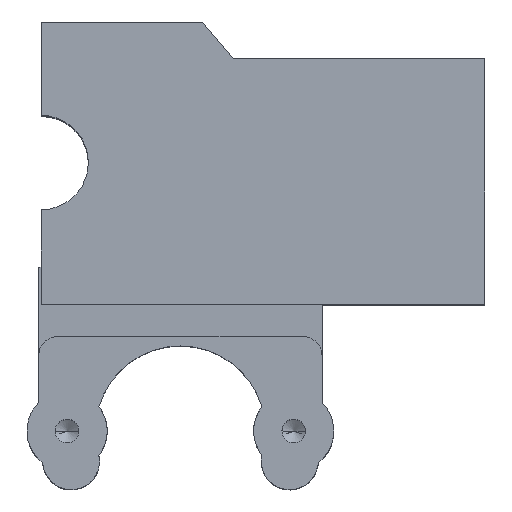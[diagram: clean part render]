
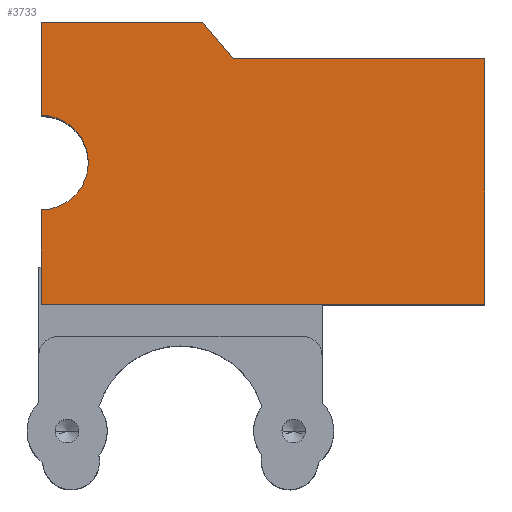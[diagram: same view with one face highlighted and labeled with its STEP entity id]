
A CAD part, top view. The second image highlights one B-rep face of the part: STEP entity #3733.
In plain terms, the highlighted face is planar.
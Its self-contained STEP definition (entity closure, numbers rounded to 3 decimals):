
#150 = VECTOR ( 'NONE', #2779, 1000. ) ;
#175 = EDGE_CURVE ( 'NONE', #2725, #1002, #2850, .T. ) ;
#201 = CARTESIAN_POINT ( 'NONE',  ( 65.5, 11., 17. ) ) ;
#329 = LINE ( 'NONE', #3383, #3728 ) ;
#332 = DIRECTION ( 'NONE',  ( 1., 0., 0. ) ) ;
#343 = ORIENTED_EDGE ( 'NONE', *, *, #1088, .T. ) ;
#404 = PLANE ( 'NONE',  #2195 ) ;
#417 = CARTESIAN_POINT ( 'NONE',  ( 65.5, 5., 17. ) ) ;
#467 = LINE ( 'NONE', #811, #3498 ) ;
#499 = CARTESIAN_POINT ( 'NONE',  ( 65.5, -15., -30. ) ) ;
#502 = ORIENTED_EDGE ( 'NONE', *, *, #1403, .T. ) ;
#530 = VERTEX_POINT ( 'NONE', #3863 ) ;
#550 = ORIENTED_EDGE ( 'NONE', *, *, #3332, .F. ) ;
#563 = CIRCLE ( 'NONE', #765, 5. ) ;
#569 = EDGE_CURVE ( 'NONE', #2742, #2908, #2559, .T. ) ;
#765 = AXIS2_PLACEMENT_3D ( 'NONE', #1893, #332, #2944 ) ;
#790 = VECTOR ( 'NONE', #4601, 1000. ) ;
#811 = CARTESIAN_POINT ( 'NONE',  ( 65.5, 11., -30. ) ) ;
#957 = DIRECTION ( 'NONE',  ( 0., -1., 0. ) ) ;
#987 = EDGE_CURVE ( 'NONE', #3505, #2708, #4660, .T. ) ;
#1002 = VERTEX_POINT ( 'NONE', #417 ) ;
#1021 = EDGE_LOOP ( 'NONE', ( #4656, #502, #2033, #3261, #3541, #1948, #550, #343, #2519 ) ) ;
#1088 = EDGE_CURVE ( 'NONE', #1210, #3505, #467, .T. ) ;
#1126 = DIRECTION ( 'NONE',  ( 1., 0., 0. ) ) ;
#1210 = VERTEX_POINT ( 'NONE', #499 ) ;
#1248 = CARTESIAN_POINT ( 'NONE',  ( 65.5, 0., 12. ) ) ;
#1403 = EDGE_CURVE ( 'NONE', #2111, #530, #1448, .T. ) ;
#1448 = LINE ( 'NONE', #2838, #3199 ) ;
#1636 = AXIS2_PLACEMENT_3D ( 'NONE', #3273, #4029, #4404 ) ;
#1893 = CARTESIAN_POINT ( 'NONE',  ( 65.5, 0., 17. ) ) ;
#1948 = ORIENTED_EDGE ( 'NONE', *, *, #569, .T. ) ;
#1964 = CARTESIAN_POINT ( 'NONE',  ( 65.5, 11., -3.356 ) ) ;
#2033 = ORIENTED_EDGE ( 'NONE', *, *, #2335, .T. ) ;
#2105 = EDGE_CURVE ( 'NONE', #2708, #2111, #329, .T. ) ;
#2111 = VERTEX_POINT ( 'NONE', #3365 ) ;
#2113 = FACE_OUTER_BOUND ( 'NONE', #1021, .T. ) ;
#2195 = AXIS2_PLACEMENT_3D ( 'NONE', #4519, #1126, #3703 ) ;
#2335 = EDGE_CURVE ( 'NONE', #530, #1002, #2605, .T. ) ;
#2470 = CARTESIAN_POINT ( 'NONE',  ( 65.5, 11., 17. ) ) ;
#2519 = ORIENTED_EDGE ( 'NONE', *, *, #987, .T. ) ;
#2559 = LINE ( 'NONE', #201, #3325 ) ;
#2585 = EDGE_CURVE ( 'NONE', #2742, #2725, #563, .T. ) ;
#2605 = LINE ( 'NONE', #2470, #150 ) ;
#2708 = VERTEX_POINT ( 'NONE', #1964 ) ;
#2725 = VERTEX_POINT ( 'NONE', #1248 ) ;
#2742 = VERTEX_POINT ( 'NONE', #2744 ) ;
#2744 = CARTESIAN_POINT ( 'NONE',  ( 65.5, -5., 17. ) ) ;
#2779 = DIRECTION ( 'NONE',  ( 0., -1., 0. ) ) ;
#2838 = CARTESIAN_POINT ( 'NONE',  ( 65.5, 14.887, -30. ) ) ;
#2850 = CIRCLE ( 'NONE', #1636, 5. ) ;
#2908 = VERTEX_POINT ( 'NONE', #3811 ) ;
#2944 = DIRECTION ( 'NONE',  ( 0., 0., -1. ) ) ;
#2987 = DIRECTION ( 'NONE',  ( 0., 0.766, 0.643 ) ) ;
#3199 = VECTOR ( 'NONE', #3216, 1000. ) ;
#3216 = DIRECTION ( 'NONE',  ( 0., 0., 1. ) ) ;
#3261 = ORIENTED_EDGE ( 'NONE', *, *, #175, .F. ) ;
#3273 = CARTESIAN_POINT ( 'NONE',  ( 65.5, 0., 17. ) ) ;
#3325 = VECTOR ( 'NONE', #957, 1000. ) ;
#3332 = EDGE_CURVE ( 'NONE', #1210, #2908, #4184, .T. ) ;
#3365 = CARTESIAN_POINT ( 'NONE',  ( 65.5, 14.887, -0.095 ) ) ;
#3383 = CARTESIAN_POINT ( 'NONE',  ( 65.5, -7.981, -19.284 ) ) ;
#3498 = VECTOR ( 'NONE', #4515, 1000. ) ;
#3505 = VERTEX_POINT ( 'NONE', #3981 ) ;
#3541 = ORIENTED_EDGE ( 'NONE', *, *, #2585, .F. ) ;
#3703 = DIRECTION ( 'NONE',  ( 0., 0., -1. ) ) ;
#3728 = VECTOR ( 'NONE', #2987, 1000. ) ;
#3733 = ADVANCED_FACE ( 'NONE', ( #2113 ), #404, .T. ) ;
#3811 = CARTESIAN_POINT ( 'NONE',  ( 65.5, -15., 17. ) ) ;
#3863 = CARTESIAN_POINT ( 'NONE',  ( 65.5, 14.887, 17. ) ) ;
#3981 = CARTESIAN_POINT ( 'NONE',  ( 65.5, 11., -30. ) ) ;
#4029 = DIRECTION ( 'NONE',  ( 1., 0., 0. ) ) ;
#4046 = CARTESIAN_POINT ( 'NONE',  ( 65.5, 11., -30. ) ) ;
#4184 = LINE ( 'NONE', #4588, #790 ) ;
#4404 = DIRECTION ( 'NONE',  ( 0., 0., -1. ) ) ;
#4406 = DIRECTION ( 'NONE',  ( 0., 0., 1. ) ) ;
#4515 = DIRECTION ( 'NONE',  ( 0., 1., 0. ) ) ;
#4519 = CARTESIAN_POINT ( 'NONE',  ( 65.5, 11., -30. ) ) ;
#4588 = CARTESIAN_POINT ( 'NONE',  ( 65.5, -15., -3.356 ) ) ;
#4601 = DIRECTION ( 'NONE',  ( 0., 0., 1. ) ) ;
#4604 = VECTOR ( 'NONE', #4406, 1000. ) ;
#4656 = ORIENTED_EDGE ( 'NONE', *, *, #2105, .T. ) ;
#4660 = LINE ( 'NONE', #4046, #4604 ) ;
